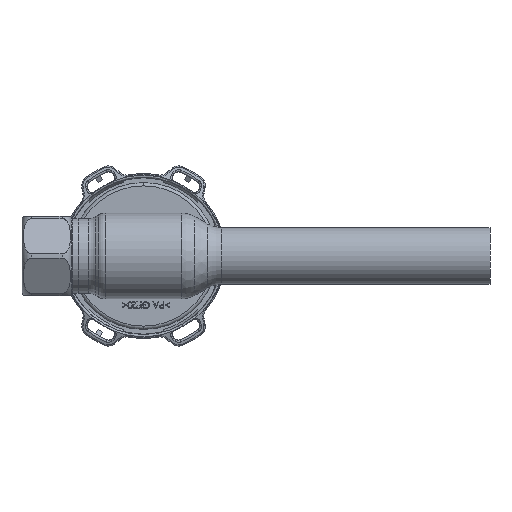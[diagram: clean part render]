
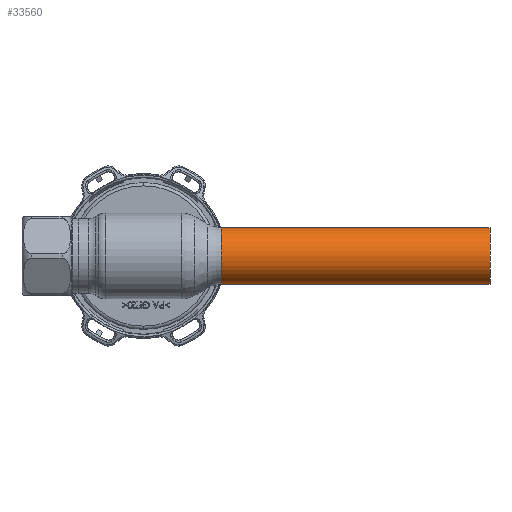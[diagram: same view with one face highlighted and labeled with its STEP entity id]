
A CAD part, front view. The second image highlights one B-rep face of the part: STEP entity #33560.
In plain terms, the highlighted cylindrical face has radius 8.6 mm (diameter 17.2 mm), a partial arc.
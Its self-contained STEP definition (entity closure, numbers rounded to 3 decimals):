
#86 = VECTOR ( 'NONE', #31175, 1000. ) ;
#3636 = ORIENTED_EDGE ( 'NONE', *, *, #25992, .T. ) ;
#6599 = CARTESIAN_POINT ( 'NONE',  ( 105., 0., 0. ) ) ;
#8061 = DIRECTION ( 'NONE',  ( 1., 0., 0. ) ) ;
#8286 = ORIENTED_EDGE ( 'NONE', *, *, #19087, .F. ) ;
#8651 = CARTESIAN_POINT ( 'NONE',  ( 62.69, 0., -8.6 ) ) ;
#8734 = ORIENTED_EDGE ( 'NONE', *, *, #28433, .T. ) ;
#8980 = DIRECTION ( 'NONE',  ( 1., 0., 0. ) ) ;
#9493 = CIRCLE ( 'NONE', #24110, 8.6 ) ;
#9971 = LINE ( 'NONE', #10471, #86 ) ;
#10471 = CARTESIAN_POINT ( 'NONE',  ( 62.69, 0., 8.6 ) ) ;
#11999 = VERTEX_POINT ( 'NONE', #28008 ) ;
#12287 = DIRECTION ( 'NONE',  ( 1., 0., 0. ) ) ;
#13705 = AXIS2_PLACEMENT_3D ( 'NONE', #6599, #8980, #29680 ) ;
#14070 = VERTEX_POINT ( 'NONE', #17322 ) ;
#14667 = VECTOR ( 'NONE', #29366, 1000. ) ;
#15353 = CIRCLE ( 'NONE', #13705, 8.6 ) ;
#16701 = CYLINDRICAL_SURFACE ( 'NONE', #26083, 8.6 ) ;
#16805 = VERTEX_POINT ( 'NONE', #20099 ) ;
#17322 = CARTESIAN_POINT ( 'NONE',  ( 23.515, 0., 8.6 ) ) ;
#19013 = LINE ( 'NONE', #8651, #14667 ) ;
#19087 = EDGE_CURVE ( 'NONE', #23132, #16805, #15353, .T. ) ;
#20099 = CARTESIAN_POINT ( 'NONE',  ( 105., 0., -8.6 ) ) ;
#21119 = DIRECTION ( 'NONE',  ( 0., 0., -1. ) ) ;
#23132 = VERTEX_POINT ( 'NONE', #23654 ) ;
#23500 = CARTESIAN_POINT ( 'NONE',  ( 23.515, 0., 0. ) ) ;
#23654 = CARTESIAN_POINT ( 'NONE',  ( 105., 0., 8.6 ) ) ;
#24110 = AXIS2_PLACEMENT_3D ( 'NONE', #23500, #8061, #21119 ) ;
#25004 = FACE_OUTER_BOUND ( 'NONE', #27870, .T. ) ;
#25992 = EDGE_CURVE ( 'NONE', #11999, #16805, #19013, .T. ) ;
#26083 = AXIS2_PLACEMENT_3D ( 'NONE', #29957, #12287, #32342 ) ;
#27870 = EDGE_LOOP ( 'NONE', ( #29699, #8734, #3636, #8286 ) ) ;
#28008 = CARTESIAN_POINT ( 'NONE',  ( 23.515, 0., -8.6 ) ) ;
#28433 = EDGE_CURVE ( 'NONE', #14070, #11999, #9493, .T. ) ;
#29366 = DIRECTION ( 'NONE',  ( 1., 0., 0. ) ) ;
#29680 = DIRECTION ( 'NONE',  ( 0., 0., -1. ) ) ;
#29699 = ORIENTED_EDGE ( 'NONE', *, *, #32114, .F. ) ;
#29957 = CARTESIAN_POINT ( 'NONE',  ( 62.69, 0., 0. ) ) ;
#31175 = DIRECTION ( 'NONE',  ( 1., 0., 0. ) ) ;
#32114 = EDGE_CURVE ( 'NONE', #14070, #23132, #9971, .T. ) ;
#32342 = DIRECTION ( 'NONE',  ( 0., 0., -1. ) ) ;
#33560 = ADVANCED_FACE ( 'NONE', ( #25004 ), #16701, .T. ) ;
